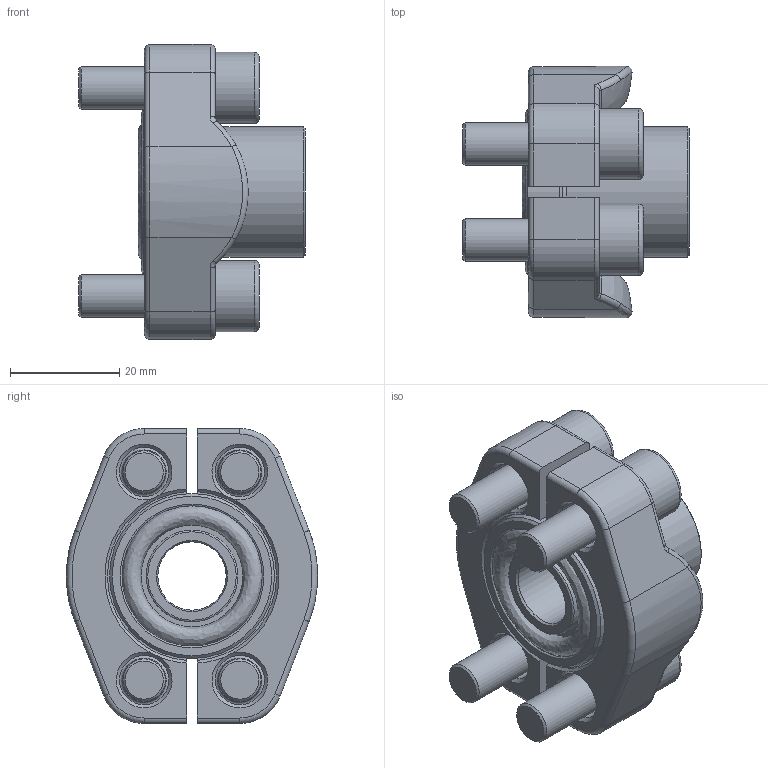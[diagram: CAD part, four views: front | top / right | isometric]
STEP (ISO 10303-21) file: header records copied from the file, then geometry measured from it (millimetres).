
FILE_DESCRIPTION(/* description */ (''),/* implementation_level */ '2;1');
FILE_NAME(/* name */ 'AFAL13-3-16.stp',/* time_stamp */ '2025-01-30T11:03:45+01:00',/* author */ (''),/* organization */ (''),/* preprocessor_version */ 'ST-DEVELOPER v16',/* originating_system */ 'SIEMENS PLM Software NX 10.0',/* authorisation */ '');
FILE_SCHEMA (('CONFIG_CONTROL_DESIGN'));
Length unit declared in the file: millimetre
Products named in the file (6): X-AFH13-3_einzel; X-O18; X-M8x25I; X-AFAL13-3-16; X-AFH13-3; AFAL13-3-16
Assembly tree (9 placements, depth 3):
  AFAL13-3-16
    X-AFAL13-3-16
    X-AFH13-3
      X-AFH13-3_einzel  x2
    X-M8x25I  x4
    X-O18
Bounding box: 41.4 x 46 x 54 mm (x, y, z)
Volume: 34853.2 mm3; surface area: 18980.1 mm2
Topology: 8 solids, 8 shells, 236 faces, 511 edges, 293 vertices
Faces by surface type: plane 84, cone 56, cylinder 44, torus 37, bspline 12, sphere 2, revolution 1
Full cylindrical faces by diameter (mm): 7.76 x4, 9 x4, 12.5 x1, 13 x4, 16.5 x1, 16.8 x1, 23.8 x1, 25.7 x1, 30.2 x1
Entity records: 3515 total; most frequent: CARTESIAN_POINT 718, DIRECTION 467, ORIENTED_EDGE 362, AXIS2_PLACEMENT_3D 207, EDGE_CURVE 181, EDGE_LOOP 137, VERTEX_POINT 122, CIRCLE 103
